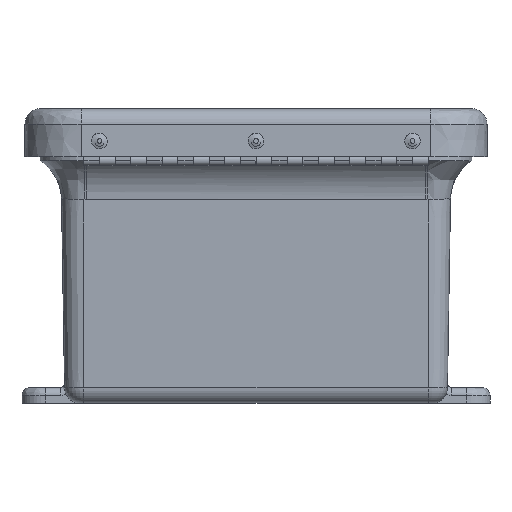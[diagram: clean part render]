
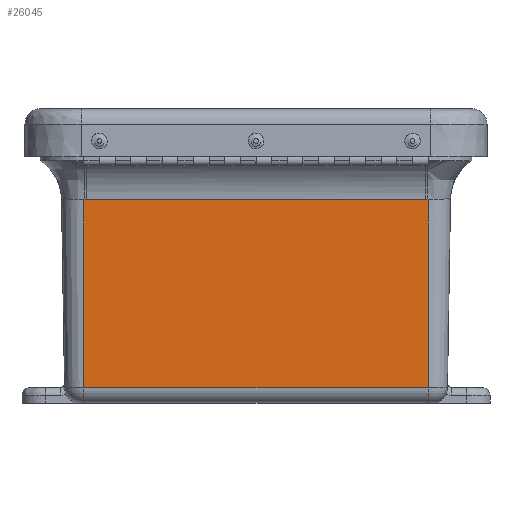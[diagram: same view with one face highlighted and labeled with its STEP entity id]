
A CAD part, left-side view. The second image highlights one B-rep face of the part: STEP entity #26045.
In plain terms, the highlighted planar face has unit normal (-1, 0, -0.016).
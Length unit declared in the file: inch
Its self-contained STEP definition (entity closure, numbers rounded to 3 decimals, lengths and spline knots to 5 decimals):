
#225 = FACE_OUTER_BOUND ( 'NONE', #32243, .T. ) ;
#258 = CARTESIAN_POINT ( 'NONE',  ( -2.09733, -2.70741, -1.25204 ) ) ;
#1989 = LINE ( 'NONE', #31677, #11290 ) ;
#2663 = DIRECTION ( 'NONE',  ( 0., 1., 0. ) ) ;
#3334 = DIRECTION ( 'NONE',  ( -1., 0., -0.016 ) ) ;
#3957 = EDGE_CURVE ( 'NONE', #22181, #11862, #10074, .T. ) ;
#4628 = EDGE_CURVE ( 'NONE', #32307, #11862, #1989, .T. ) ;
#4826 = LINE ( 'NONE', #23029, #11123 ) ;
#6289 = VERTEX_POINT ( 'NONE', #24048 ) ;
#6540 = ORIENTED_EDGE ( 'NONE', *, *, #26812, .F. ) ;
#6883 = VERTEX_POINT ( 'NONE', #8614 ) ;
#7032 = CARTESIAN_POINT ( 'NONE',  ( -2.09734, 2.74735, -1.2516 ) ) ;
#8085 = ORIENTED_EDGE ( 'NONE', *, *, #26534, .T. ) ;
#8445 = CARTESIAN_POINT ( 'NONE',  ( -2.09733, -2.72072, -1.25204 ) ) ;
#8559 = ORIENTED_EDGE ( 'NONE', *, *, #31976, .F. ) ;
#8614 = CARTESIAN_POINT ( 'NONE',  ( -2.09734, -2.74735, -1.2516 ) ) ;
#9166 = DIRECTION ( 'NONE',  ( 0.016, 0., -1. ) ) ;
#10074 = B_SPLINE_CURVE_WITH_KNOTS ( 'NONE', 3,
 ( #11055, #27747, #22625, #27510 ),
 .UNSPECIFIED., .F., .F.,
 ( 4, 4 ),
 ( 0., 1. ),
 .UNSPECIFIED. ) ;
#10956 = B_SPLINE_CURVE_WITH_KNOTS ( 'NONE', 3,
 ( #258, #8445, #21846, #27343 ),
 .UNSPECIFIED., .F., .F.,
 ( 4, 4 ),
 ( 0., 1. ),
 .UNSPECIFIED. ) ;
#11055 = CARTESIAN_POINT ( 'NONE',  ( -2.09734, 2.74735, -1.2516 ) ) ;
#11123 = VECTOR ( 'NONE', #20049, 39.37008 ) ;
#11217 = CARTESIAN_POINT ( 'NONE',  ( -2.11742, -2.74735, -0.00196 ) ) ;
#11290 = VECTOR ( 'NONE', #2663, 39.37008 ) ;
#11862 = VERTEX_POINT ( 'NONE', #31075 ) ;
#13261 = VECTOR ( 'NONE', #16478, 39.37008 ) ;
#14946 = ORIENTED_EDGE ( 'NONE', *, *, #3957, .F. ) ;
#16478 = DIRECTION ( 'NONE',  ( -0.016, 0., 1. ) ) ;
#16587 = ORIENTED_EDGE ( 'NONE', *, *, #18045, .F. ) ;
#18045 = EDGE_CURVE ( 'NONE', #32307, #6883, #10956, .T. ) ;
#18505 = CARTESIAN_POINT ( 'NONE',  ( -2.04909, 0., -4.25402 ) ) ;
#18641 = CARTESIAN_POINT ( 'NONE',  ( -2.04909, 2.74735, -4.25402 ) ) ;
#19610 = CARTESIAN_POINT ( 'NONE',  ( -2.11742, 2.74735, -0.00196 ) ) ;
#20049 = DIRECTION ( 'NONE',  ( -0.016, 0., 1. ) ) ;
#20469 = LINE ( 'NONE', #11217, #13261 ) ;
#21846 = CARTESIAN_POINT ( 'NONE',  ( -2.09733, -2.73403, -1.25189 ) ) ;
#22181 = VERTEX_POINT ( 'NONE', #7032 ) ;
#22625 = CARTESIAN_POINT ( 'NONE',  ( -2.09733, 2.72073, -1.25204 ) ) ;
#23029 = CARTESIAN_POINT ( 'NONE',  ( -2.04514, 2.74735, -4.5 ) ) ;
#24048 = CARTESIAN_POINT ( 'NONE',  ( -2.04909, -2.74735, -4.25402 ) ) ;
#24101 = DIRECTION ( 'NONE',  ( 0., 1., 0. ) ) ;
#25208 = PLANE ( 'NONE',  #26499 ) ;
#26045 = ADVANCED_FACE ( 'NONE', ( #225 ), #25208, .T. ) ;
#26499 = AXIS2_PLACEMENT_3D ( 'NONE', #19610, #3334, #9166 ) ;
#26534 = EDGE_CURVE ( 'NONE', #6289, #6883, #20469, .T. ) ;
#26812 = EDGE_CURVE ( 'NONE', #33851, #22181, #4826, .T. ) ;
#27343 = CARTESIAN_POINT ( 'NONE',  ( -2.09734, -2.74735, -1.2516 ) ) ;
#27510 = CARTESIAN_POINT ( 'NONE',  ( -2.09733, 2.70741, -1.25204 ) ) ;
#27747 = CARTESIAN_POINT ( 'NONE',  ( -2.09733, 2.73404, -1.25189 ) ) ;
#28296 = ORIENTED_EDGE ( 'NONE', *, *, #4628, .T. ) ;
#28386 = VECTOR ( 'NONE', #24101, 39.37008 ) ;
#30928 = LINE ( 'NONE', #18505, #28386 ) ;
#31075 = CARTESIAN_POINT ( 'NONE',  ( -2.09733, 2.70741, -1.25204 ) ) ;
#31677 = CARTESIAN_POINT ( 'NONE',  ( -2.09733, 2.74735, -1.25204 ) ) ;
#31976 = EDGE_CURVE ( 'NONE', #6289, #33851, #30928, .T. ) ;
#32243 = EDGE_LOOP ( 'NONE', ( #8559, #8085, #16587, #28296, #14946, #6540 ) ) ;
#32307 = VERTEX_POINT ( 'NONE', #33661 ) ;
#33661 = CARTESIAN_POINT ( 'NONE',  ( -2.09733, -2.70741, -1.25204 ) ) ;
#33851 = VERTEX_POINT ( 'NONE', #18641 ) ;
